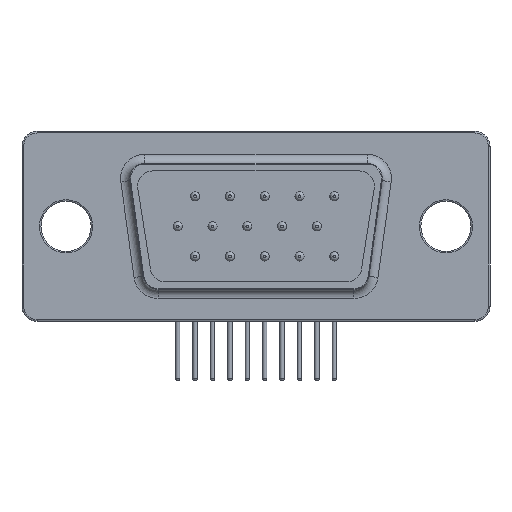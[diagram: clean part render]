
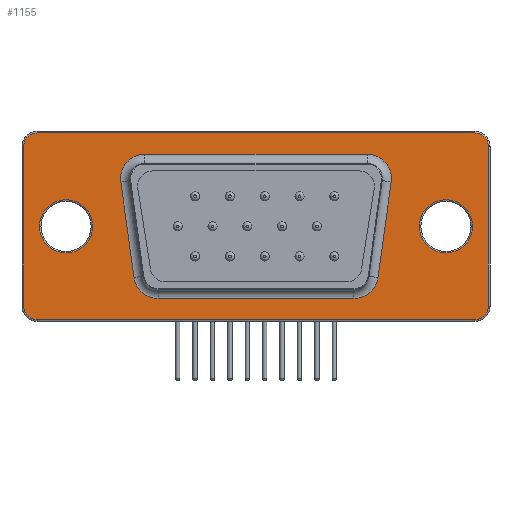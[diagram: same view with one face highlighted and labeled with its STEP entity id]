
A CAD part, front view. The second image highlights one B-rep face of the part: STEP entity #1155.
In plain terms, the highlighted planar face has unit normal (0, -1, 0).
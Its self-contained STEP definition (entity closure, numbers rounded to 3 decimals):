
#29=DIRECTION('',(0.,-1.,0.));
#30=DIRECTION('',(0.,0.,1.));
#45=DIRECTION('',(0.991,0.,-0.137));
#60=DIRECTION('',(0.,0.,-1.));
#66=VECTOR('',#67,1.);
#67=DIRECTION('',(1.,0.,0.));
#75=DIRECTION('',(-0.991,0.,-0.137));
#119=VECTOR('',#120,1.);
#120=DIRECTION('',(-1.,0.,0.));
#171=DIRECTION('',(0.,1.,0.));
#460=CARTESIAN_POINT('',(-3.305,-13.66,9.4));
#490=VECTOR('',#491,1.);
#491=DIRECTION('',(-0.137,0.,0.991));
#512=CARTESIAN_POINT('',(11.32,-13.66,9.4));
#530=CARTESIAN_POINT('',(-2.436,-13.66,3.1));
#543=VECTOR('',#544,1.);
#544=DIRECTION('',(-0.137,0.,-0.991));
#574=CARTESIAN_POINT('',(10.451,-13.66,3.1));
#727=VERTEX_POINT('',#728);
#728=CARTESIAN_POINT('',(-4.89,-13.66,9.181));
#736=VERTEX_POINT('',#737);
#737=CARTESIAN_POINT('',(-3.305,-13.66,11.));
#744=EDGE_CURVE('',#727,#736,#745,.T.);
#745=CIRCLE('',#746,1.6);
#746=AXIS2_PLACEMENT_3D('',#460,#171,#75);
#752=ORIENTED_EDGE('',*,*,#753,.T.);
#753=EDGE_CURVE('',#736,#754,#756,.T.);
#754=VERTEX_POINT('',#755);
#755=CARTESIAN_POINT('',(11.32,-13.66,11.));
#756=LINE('',#737,#66);
#769=VERTEX_POINT('',#770);
#770=CARTESIAN_POINT('',(-4.021,-13.66,2.881));
#774=ORIENTED_EDGE('',*,*,#775,.T.);
#775=EDGE_CURVE('',#769,#727,#776,.T.);
#776=LINE('',#770,#490);
#784=VERTEX_POINT('',#785);
#785=CARTESIAN_POINT('',(12.905,-13.66,9.181));
#790=EDGE_CURVE('',#754,#784,#791,.T.);
#791=CIRCLE('',#792,1.6);
#792=AXIS2_PLACEMENT_3D('',#512,#171,#30);
#800=VERTEX_POINT('',#801);
#801=CARTESIAN_POINT('',(-2.436,-13.66,1.5));
#806=EDGE_CURVE('',#800,#769,#807,.T.);
#807=CIRCLE('',#808,1.6);
#808=AXIS2_PLACEMENT_3D('',#530,#171,#60);
#814=ORIENTED_EDGE('',*,*,#815,.T.);
#815=EDGE_CURVE('',#784,#816,#818,.T.);
#816=VERTEX_POINT('',#817);
#817=CARTESIAN_POINT('',(12.036,-13.66,2.881));
#818=LINE('',#785,#543);
#832=VERTEX_POINT('',#833);
#833=CARTESIAN_POINT('',(10.451,-13.66,1.5));
#839=ORIENTED_EDGE('',*,*,#840,.T.);
#840=EDGE_CURVE('',#832,#800,#841,.T.);
#841=LINE('',#833,#119);
#848=EDGE_CURVE('',#816,#832,#849,.T.);
#849=CIRCLE('',#850,1.6);
#850=AXIS2_PLACEMENT_3D('',#574,#171,#45);
#1155=ADVANCED_FACE('',(#1156,#1162,#1214,#1223),#1232,.T.);
#1156=FACE_BOUND('',#1157,.T.);
#1157=EDGE_LOOP('',(#1158,#839,#1159,#774,#1160,#752,#1161,#814));
#1158=ORIENTED_EDGE('',*,*,#848,.T.);
#1159=ORIENTED_EDGE('',*,*,#806,.T.);
#1160=ORIENTED_EDGE('',*,*,#744,.T.);
#1161=ORIENTED_EDGE('',*,*,#790,.T.);
#1162=FACE_BOUND('',#1163,.T.);
#1163=EDGE_LOOP('',(#1164,#1173,#1179,#1186,#1191,#1198,#1204,#1211));
#1164=ORIENTED_EDGE('',*,*,#1165,.T.);
#1165=EDGE_CURVE('',#1166,#1168,#1170,.T.);
#1166=VERTEX_POINT('',#1167);
#1167=CARTESIAN_POINT('',(-10.393,-13.66,12.4));
#1168=VERTEX_POINT('',#1169);
#1169=CARTESIAN_POINT('',(-11.293,-13.66,11.5));
#1170=CIRCLE('',#1171,0.9);
#1171=AXIS2_PLACEMENT_3D('',#1172,#29,#30);
#1172=CARTESIAN_POINT('',(-10.393,-13.66,11.5));
#1173=ORIENTED_EDGE('',*,*,#1174,.T.);
#1174=EDGE_CURVE('',#1168,#1175,#1177,.T.);
#1175=VERTEX_POINT('',#1176);
#1176=CARTESIAN_POINT('',(-11.293,-13.66,1.));
#1177=LINE('',#1169,#1178);
#1178=VECTOR('',#60,1.);
#1179=ORIENTED_EDGE('',*,*,#1180,.T.);
#1180=EDGE_CURVE('',#1175,#1181,#1183,.T.);
#1181=VERTEX_POINT('',#1182);
#1182=CARTESIAN_POINT('',(-10.393,-13.66,0.1));
#1183=CIRCLE('',#1184,0.9);
#1184=AXIS2_PLACEMENT_3D('',#1185,#29,#120);
#1185=CARTESIAN_POINT('',(-10.393,-13.66,1.));
#1186=ORIENTED_EDGE('',*,*,#1187,.T.);
#1187=EDGE_CURVE('',#1181,#1188,#1190,.T.);
#1188=VERTEX_POINT('',#1189);
#1189=CARTESIAN_POINT('',(18.408,-13.66,0.1));
#1190=LINE('',#1182,#66);
#1191=ORIENTED_EDGE('',*,*,#1192,.T.);
#1192=EDGE_CURVE('',#1188,#1193,#1195,.T.);
#1193=VERTEX_POINT('',#1194);
#1194=CARTESIAN_POINT('',(19.308,-13.66,1.));
#1195=CIRCLE('',#1196,0.9);
#1196=AXIS2_PLACEMENT_3D('',#1197,#29,#60);
#1197=CARTESIAN_POINT('',(18.408,-13.66,1.));
#1198=ORIENTED_EDGE('',*,*,#1199,.T.);
#1199=EDGE_CURVE('',#1193,#1200,#1202,.T.);
#1200=VERTEX_POINT('',#1201);
#1201=CARTESIAN_POINT('',(19.308,-13.66,11.5));
#1202=LINE('',#1194,#1203);
#1203=VECTOR('',#30,1.);
#1204=ORIENTED_EDGE('',*,*,#1205,.T.);
#1205=EDGE_CURVE('',#1200,#1206,#1208,.T.);
#1206=VERTEX_POINT('',#1207);
#1207=CARTESIAN_POINT('',(18.408,-13.66,12.4));
#1208=CIRCLE('',#1209,0.9);
#1209=AXIS2_PLACEMENT_3D('',#1210,#29,#67);
#1210=CARTESIAN_POINT('',(18.408,-13.66,11.5));
#1211=ORIENTED_EDGE('',*,*,#1212,.T.);
#1212=EDGE_CURVE('',#1206,#1166,#1213,.T.);
#1213=LINE('',#1207,#119);
#1214=FACE_BOUND('',#1215,.T.);
#1215=EDGE_LOOP('',(#1216));
#1216=ORIENTED_EDGE('',*,*,#1217,.F.);
#1217=EDGE_CURVE('',#1218,#1218,#1220,.T.);
#1218=VERTEX_POINT('',#1219);
#1219=CARTESIAN_POINT('',(-6.743,-13.66,6.25));
#1220=CIRCLE('',#1221,1.75);
#1221=AXIS2_PLACEMENT_3D('',#1222,#29,#67);
#1222=CARTESIAN_POINT('',(-8.493,-13.66,6.25));
#1223=FACE_BOUND('',#1224,.T.);
#1224=EDGE_LOOP('',(#1225));
#1225=ORIENTED_EDGE('',*,*,#1226,.F.);
#1226=EDGE_CURVE('',#1227,#1227,#1229,.T.);
#1227=VERTEX_POINT('',#1228);
#1228=CARTESIAN_POINT('',(18.258,-13.66,6.25));
#1229=CIRCLE('',#1230,1.75);
#1230=AXIS2_PLACEMENT_3D('',#1231,#29,#67);
#1231=CARTESIAN_POINT('',(16.508,-13.66,6.25));
#1232=PLANE('',#1233);
#1233=AXIS2_PLACEMENT_3D('',#1234,#29,#67);
#1234=CARTESIAN_POINT('',(4.008,-13.66,6.25));
